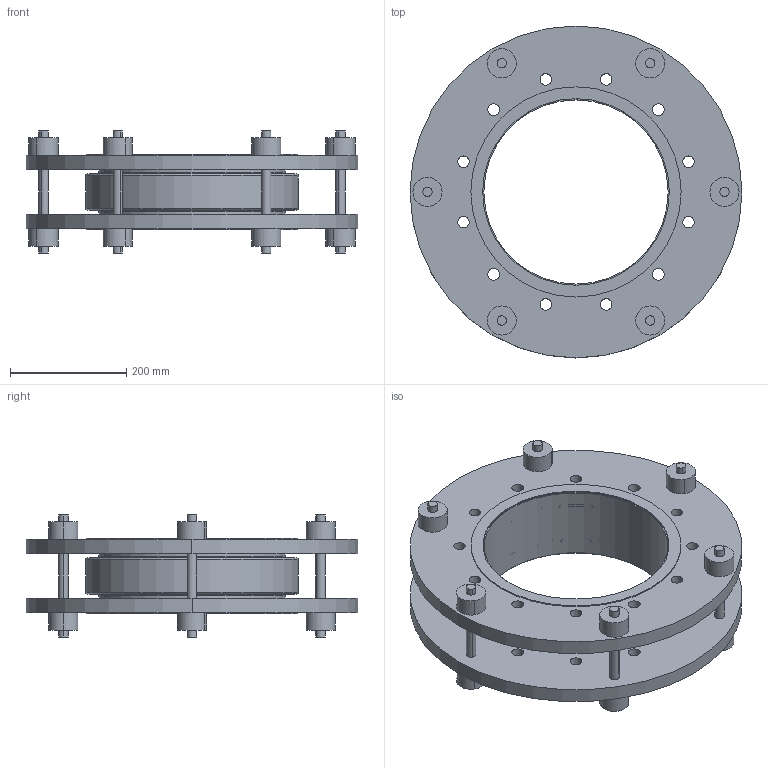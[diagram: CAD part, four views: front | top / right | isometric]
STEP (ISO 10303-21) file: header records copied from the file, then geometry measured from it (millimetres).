
FILE_DESCRIPTION (( 'STEP AP203' ), '1' );
FILE_NAME ('EPSILON-C_DN300_PN10_120_K-0002067.STEP', '2021-10-21T13:36:04', ( 'axxx' ), ( '' ), 'SwSTEP 2.0', 'SolidWorks 2019', '' );
FILE_SCHEMA (( 'CONFIG_CONTROL_DESIGN' ));
Length unit declared in the file: millimetre
Products named in the file (1): EPSILON-C_DN300_PN10_120_K-0002067
Bounding box: 570 x 570 x 210 mm (x, y, z)
Volume: 11193234.2 mm3; surface area: 1248088.2 mm2
Topology: 3 solids, 3 shells, 637 faces, 1675 edges, 1114 vertices
Faces by surface type: plane 248, bspline 221, cylinder 160, torus 8
Entity records: 32120 total; most frequent: CARTESIAN_POINT 17508, ORIENTED_EDGE 3350, DIRECTION 2355, EDGE_CURVE 1675, VERTEX_POINT 1114, LINE 803, VECTOR 803, AXIS2_PLACEMENT_3D 776
